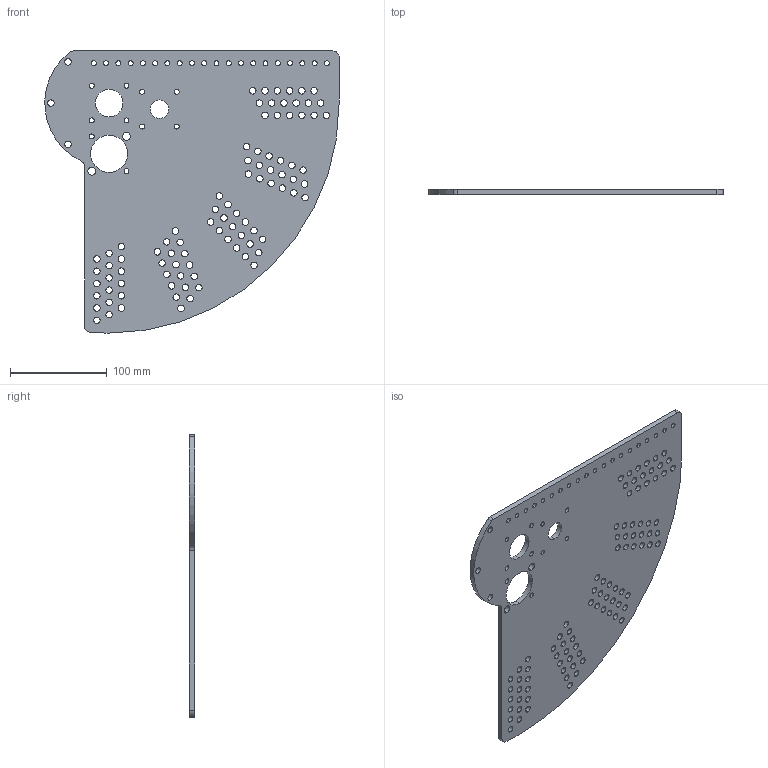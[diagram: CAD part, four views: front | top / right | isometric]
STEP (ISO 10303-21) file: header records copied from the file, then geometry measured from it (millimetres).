
FILE_DESCRIPTION (( 'STEP AP214' ), '1' );
FILE_NAME ('am-5779 Launcher in a Box Side Plate.STEP', '2025-12-04T16:04:40', ( '' ), ( '' ), 'SwSTEP 2.0', 'SolidWorks 2024', '' );
FILE_SCHEMA (( 'AUTOMOTIVE_DESIGN' ));
Length unit declared in the file: inch
Products named in the file (1): am-5779 Launcher in a Box Side Plate
Bounding box: 304.66 x 5.59 x 292.1 mm (x, y, z)
Volume: 347931.2 mm3; surface area: 145868.4 mm2
Topology: 1 solids, 1 shells, 268 faces, 798 edges, 532 vertices
Faces by surface type: cylinder 263, plane 5
Entity records: 9867 total; most frequent: DIRECTION 1862, CARTESIAN_POINT 1599, ORIENTED_EDGE 1596, EDGE_CURVE 798, AXIS2_PLACEMENT_3D 795, VERTEX_POINT 532, CIRCLE 526, EDGE_LOOP 524
